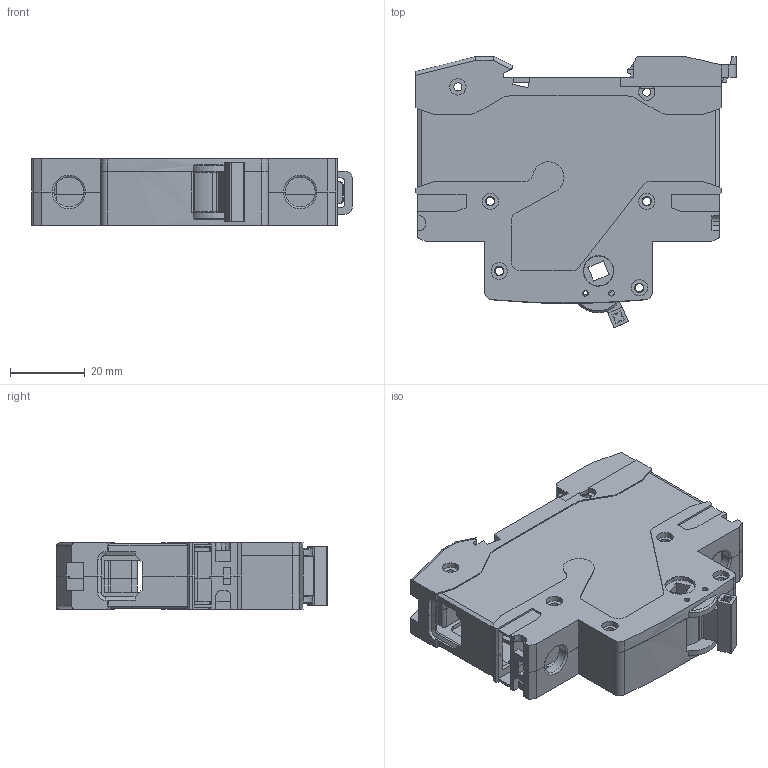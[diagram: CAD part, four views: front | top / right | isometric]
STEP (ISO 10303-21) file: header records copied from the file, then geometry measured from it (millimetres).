
FILE_DESCRIPTION((''),'2;1');
FILE_NAME('NH4_ASM','2017-04-12T',('xujh'),(''),'PRO/ENGINEER BY PARAMETRIC TECHNOLOGY CORPORATION, 2007090','PRO/ENGINEER BY PARAMETRIC TECHNOLOGY CORPORATION, 2007090','');
FILE_SCHEMA(('CONFIG_CONTROL_DESIGN'));
Length unit declared in the file: millimetre
Products named in the file (7): WAIKE_1; GAI1_1; 8ZT-108-034; 8ZT-271-205; 5ZT-271-042_ASM; PRT0002; NH4_ASM
Assembly tree (6 placements, depth 3):
  NH4_ASM
    WAIKE_1
    GAI1_1
    5ZT-271-042_ASM
      8ZT-108-034
      8ZT-271-205
    PRT0002
Bounding box: 86 x 72.59 x 17.8 mm (x, y, z)
Volume: 26485.6 mm3; surface area: 40949.5 mm2
Topology: 5 solids, 8 shells, 1509 faces, 4284 edges, 2824 vertices
Faces by surface type: plane 1088, cylinder 391, torus 16, cone 14
Entity records: 49062 total; most frequent: CARTESIAN_POINT 8793, ORIENTED_EDGE 8568, DIRECTION 8150, EDGE_CURVE 4284, VECTOR 3408, LINE 3408, VERTEX_POINT 2824, AXIS2_PLACEMENT_3D 2371
